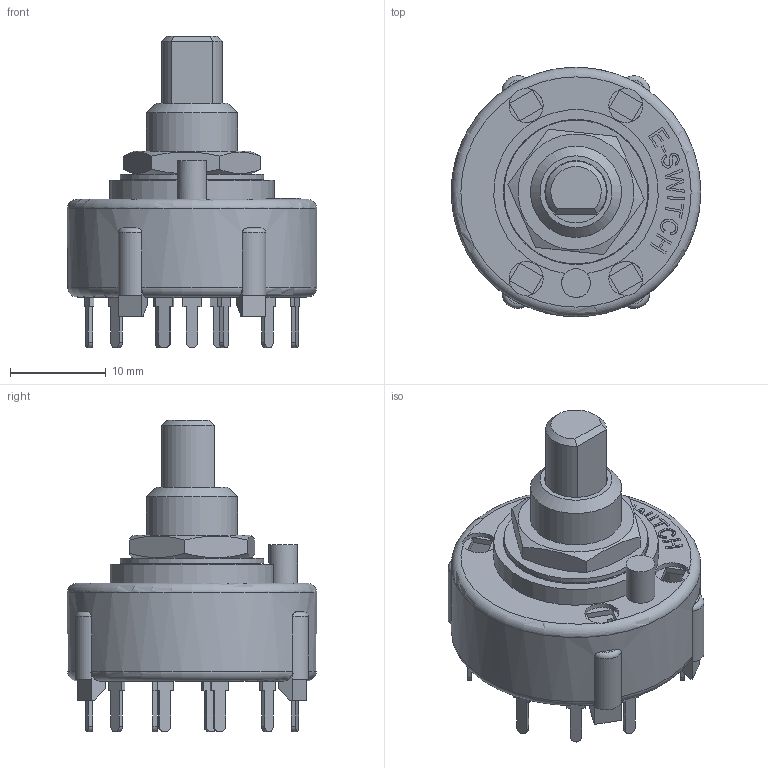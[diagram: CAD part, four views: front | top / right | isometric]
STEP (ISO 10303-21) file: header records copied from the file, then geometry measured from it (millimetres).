
FILE_DESCRIPTION(/* description */ (''),/* implementation_level */ '2;1');
FILE_NAME(/* name */ 'KC33A7.001xPx.stp',/* time_stamp */ '2026-01-19T23:58:47-06:00',/* author */ ('jmeyers'),/* organization */ (''),/* preprocessor_version */ 'ST-DEVELOPER v18.1',/* originating_system */ 'Autodesk Inventor 2022',/* authorisation */ '');
FILE_SCHEMA (('AUTOMOTIVE_DESIGN { 1 0 10303 214 3 1 1 }'));
Length unit declared in the file: inch
Products named in the file (1): Part39
Bounding box: 26 x 26 x 32.5 mm (x, y, z)
Volume: 3118.6 mm3; surface area: 5049.5 mm2
Topology: 4 solids, 5 shells, 695 faces, 1876 edges, 1202 vertices
Faces by surface type: plane 481, bspline 156, cylinder 41, torus 13, cone 4
Full cylindrical faces by diameter (mm): 3 x1, 3.55 x4, 6.5 x1, 9.5 x2, 10.25 x1, 10.312 x1, 15 x1, 15.15 x1, 24 x1, 26 x1
Entity records: 22675 total; most frequent: CARTESIAN_POINT 6160, ORIENTED_EDGE 3752, DIRECTION 2731, EDGE_CURVE 1876, LINE 1397, VECTOR 1397, VERTEX_POINT 1202, EDGE_LOOP 790
